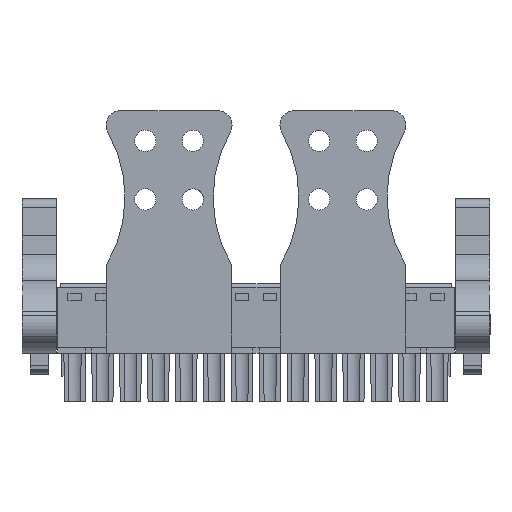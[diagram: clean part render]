
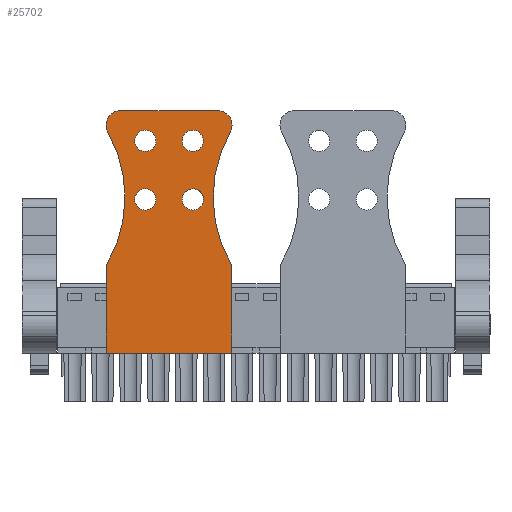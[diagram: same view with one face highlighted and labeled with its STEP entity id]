
A CAD part, front view. The second image highlights one B-rep face of the part: STEP entity #25702.
In plain terms, the highlighted planar face has unit normal (0, -1, 0).
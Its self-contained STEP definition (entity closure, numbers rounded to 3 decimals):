
#25362=AXIS2_PLACEMENT_3D('Circle Axis2P3D',#25360,#25361,$) ;
#25386=AXIS2_PLACEMENT_3D('Circle Axis2P3D',#25384,#25385,$) ;
#25434=AXIS2_PLACEMENT_3D('Circle Axis2P3D',#25432,#25433,$) ;
#25458=AXIS2_PLACEMENT_3D('Circle Axis2P3D',#25456,#25457,$) ;
#25482=AXIS2_PLACEMENT_3D('Circle Axis2P3D',#25480,#25481,$) ;
#25506=AXIS2_PLACEMENT_3D('Circle Axis2P3D',#25504,#25505,$) ;
#25530=AXIS2_PLACEMENT_3D('Circle Axis2P3D',#25528,#25529,$) ;
#25554=AXIS2_PLACEMENT_3D('Circle Axis2P3D',#25552,#25553,$) ;
#25578=AXIS2_PLACEMENT_3D('Circle Axis2P3D',#25576,#25577,$) ;
#25632=AXIS2_PLACEMENT_3D('Circle Axis2P3D',#25630,#25631,$) ;
#25656=AXIS2_PLACEMENT_3D('Circle Axis2P3D',#25654,#25655,$) ;
#25669=AXIS2_PLACEMENT_3D('Plane Axis2P3D',#25666,#25667,#25668) ;
#25235=CARTESIAN_POINT('Vertex',(28.65,0.,18.601)) ;
#25238=CARTESIAN_POINT('Line Origine',(28.65,0.,12.6)) ;
#25242=CARTESIAN_POINT('Vertex',(28.65,0.,6.6)) ;
#25324=CARTESIAN_POINT('Vertex',(11.53,0.,6.6)) ;
#25327=CARTESIAN_POINT('Line Origine',(11.53,0.,12.6)) ;
#25331=CARTESIAN_POINT('Vertex',(11.53,0.,18.601)) ;
#25360=CARTESIAN_POINT('Axis2P3D Location',(-4.125,0.,27.873)) ;
#25364=CARTESIAN_POINT('Vertex',(11.746,0.,36.772)) ;
#25384=CARTESIAN_POINT('Axis2P3D Location',(13.49,0.,37.75)) ;
#25388=CARTESIAN_POINT('Vertex',(13.49,0.,39.75)) ;
#25408=CARTESIAN_POINT('Line Origine',(20.09,0.,39.75)) ;
#25412=CARTESIAN_POINT('Vertex',(26.69,0.,39.75)) ;
#25432=CARTESIAN_POINT('Axis2P3D Location',(26.69,0.,37.75)) ;
#25436=CARTESIAN_POINT('Vertex',(28.434,0.,36.772)) ;
#25456=CARTESIAN_POINT('Axis2P3D Location',(44.305,0.,27.873)) ;
#25477=CARTESIAN_POINT('Vertex',(18.29,0.,27.6)) ;
#25480=CARTESIAN_POINT('Axis2P3D Location',(16.84,0.,27.6)) ;
#25484=CARTESIAN_POINT('Vertex',(15.39,0.,27.6)) ;
#25504=CARTESIAN_POINT('Axis2P3D Location',(16.84,0.,27.6)) ;
#25525=CARTESIAN_POINT('Vertex',(15.39,0.,35.6)) ;
#25528=CARTESIAN_POINT('Axis2P3D Location',(16.84,0.,35.6)) ;
#25532=CARTESIAN_POINT('Vertex',(18.29,0.,35.6)) ;
#25552=CARTESIAN_POINT('Axis2P3D Location',(16.84,0.,35.6)) ;
#25573=CARTESIAN_POINT('Vertex',(21.89,0.,27.6)) ;
#25576=CARTESIAN_POINT('Axis2P3D Location',(23.34,0.,27.6)) ;
#25580=CARTESIAN_POINT('Vertex',(24.79,0.,27.6)) ;
#25601=CARTESIAN_POINT('Control Point',(21.89,0.,27.6)) ;
#25602=CARTESIAN_POINT('Control Point',(21.89,0.,28.056)) ;
#25603=CARTESIAN_POINT('Control Point',(22.069,0.,28.511)) ;
#25604=CARTESIAN_POINT('Control Point',(22.429,0.,28.871)) ;
#25605=CARTESIAN_POINT('Control Point',(23.34,0.,29.229)) ;
#25606=CARTESIAN_POINT('Control Point',(24.251,0.,28.871)) ;
#25607=CARTESIAN_POINT('Control Point',(24.611,0.,28.511)) ;
#25608=CARTESIAN_POINT('Control Point',(24.79,0.,28.056)) ;
#25609=CARTESIAN_POINT('Control Point',(24.79,0.,27.6)) ;
#25627=CARTESIAN_POINT('Vertex',(21.89,0.,35.6)) ;
#25630=CARTESIAN_POINT('Axis2P3D Location',(23.34,0.,35.6)) ;
#25634=CARTESIAN_POINT('Vertex',(24.79,0.,35.6)) ;
#25654=CARTESIAN_POINT('Axis2P3D Location',(23.34,0.,35.6)) ;
#25666=CARTESIAN_POINT('Axis2P3D Location',(4.455,0.,-2.35)) ;
#25671=CARTESIAN_POINT('Line Origine',(20.09,0.,6.6)) ;
#25239=DIRECTION('Vector Direction',(0.,0.,-1.)) ;
#25328=DIRECTION('Vector Direction',(0.,0.,1.)) ;
#25361=DIRECTION('Axis2P3D Direction',(0.,1.,-0.)) ;
#25385=DIRECTION('Axis2P3D Direction',(0.,1.,0.)) ;
#25409=DIRECTION('Vector Direction',(-1.,0.,0.)) ;
#25433=DIRECTION('Axis2P3D Direction',(0.,1.,-0.)) ;
#25457=DIRECTION('Axis2P3D Direction',(0.,1.,0.)) ;
#25481=DIRECTION('Axis2P3D Direction',(0.,1.,0.)) ;
#25505=DIRECTION('Axis2P3D Direction',(0.,1.,0.)) ;
#25529=DIRECTION('Axis2P3D Direction',(0.,1.,-0.)) ;
#25553=DIRECTION('Axis2P3D Direction',(0.,1.,-0.)) ;
#25577=DIRECTION('Axis2P3D Direction',(0.,1.,0.)) ;
#25631=DIRECTION('Axis2P3D Direction',(0.,1.,0.)) ;
#25655=DIRECTION('Axis2P3D Direction',(0.,1.,-0.)) ;
#25667=DIRECTION('Axis2P3D Direction',(0.,1.,-0.)) ;
#25668=DIRECTION('Axis2P3D XDirection',(-1.,0.,0.)) ;
#25672=DIRECTION('Vector Direction',(1.,0.,0.)) ;
#25240=VECTOR('Line Direction',#25239,1.) ;
#25329=VECTOR('Line Direction',#25328,1.) ;
#25410=VECTOR('Line Direction',#25409,1.) ;
#25673=VECTOR('Line Direction',#25672,1.) ;
#25677=ORIENTED_EDGE('',*,*,#25460,.F.) ;
#25678=ORIENTED_EDGE('',*,*,#25438,.F.) ;
#25679=ORIENTED_EDGE('',*,*,#25414,.F.) ;
#25680=ORIENTED_EDGE('',*,*,#25390,.F.) ;
#25681=ORIENTED_EDGE('',*,*,#25366,.F.) ;
#25682=ORIENTED_EDGE('',*,*,#25333,.F.) ;
#25683=ORIENTED_EDGE('',*,*,#25675,.F.) ;
#25684=ORIENTED_EDGE('',*,*,#25244,.F.) ;
#25687=ORIENTED_EDGE('',*,*,#25508,.T.) ;
#25688=ORIENTED_EDGE('',*,*,#25486,.T.) ;
#25691=ORIENTED_EDGE('',*,*,#25556,.T.) ;
#25692=ORIENTED_EDGE('',*,*,#25534,.T.) ;
#25695=ORIENTED_EDGE('',*,*,#25610,.T.) ;
#25696=ORIENTED_EDGE('',*,*,#25582,.T.) ;
#25699=ORIENTED_EDGE('',*,*,#25658,.T.) ;
#25700=ORIENTED_EDGE('',*,*,#25636,.T.) ;
#25689=FACE_BOUND('',#25686,.T.) ;
#25693=FACE_BOUND('',#25690,.T.) ;
#25697=FACE_BOUND('',#25694,.T.) ;
#25701=FACE_BOUND('',#25698,.T.) ;
#25702=ADVANCED_FACE('Strain relief.1',(#25685,#25689,#25693,#25697,#25701),#25670,.F.) ;
#25600=B_SPLINE_CURVE_WITH_KNOTS('',5,(#25601,#25602,#25603,#25604,#25605,#25606,#25607,#25608,#25609),.UNSPECIFIED.,.F.,.U.,(6,3,6),(-2.278,0.,2.278),.UNSPECIFIED.) ;
#25363=CIRCLE('generated circle',#25362,18.195) ;
#25387=CIRCLE('generated circle',#25386,2.) ;
#25435=CIRCLE('generated circle',#25434,2.) ;
#25459=CIRCLE('generated circle',#25458,18.195) ;
#25483=CIRCLE('generated circle',#25482,1.45) ;
#25507=CIRCLE('generated circle',#25506,1.45) ;
#25531=CIRCLE('generated circle',#25530,1.45) ;
#25555=CIRCLE('generated circle',#25554,1.45) ;
#25579=CIRCLE('generated circle',#25578,1.45) ;
#25633=CIRCLE('generated circle',#25632,1.45) ;
#25657=CIRCLE('generated circle',#25656,1.45) ;
#25244=EDGE_CURVE('',#25236,#25243,#25241,.T.) ;
#25333=EDGE_CURVE('',#25325,#25332,#25330,.T.) ;
#25366=EDGE_CURVE('',#25332,#25365,#25363,.F.) ;
#25390=EDGE_CURVE('',#25365,#25389,#25387,.T.) ;
#25414=EDGE_CURVE('',#25389,#25413,#25411,.F.) ;
#25438=EDGE_CURVE('',#25413,#25437,#25435,.T.) ;
#25460=EDGE_CURVE('',#25437,#25236,#25459,.F.) ;
#25486=EDGE_CURVE('',#25485,#25478,#25483,.T.) ;
#25508=EDGE_CURVE('',#25478,#25485,#25507,.T.) ;
#25534=EDGE_CURVE('',#25533,#25526,#25531,.T.) ;
#25556=EDGE_CURVE('',#25526,#25533,#25555,.T.) ;
#25582=EDGE_CURVE('',#25581,#25574,#25579,.T.) ;
#25610=EDGE_CURVE('',#25574,#25581,#25600,.T.) ;
#25636=EDGE_CURVE('',#25635,#25628,#25633,.T.) ;
#25658=EDGE_CURVE('',#25628,#25635,#25657,.T.) ;
#25675=EDGE_CURVE('',#25243,#25325,#25674,.F.) ;
#25676=EDGE_LOOP('',(#25677,#25678,#25679,#25680,#25681,#25682,#25683,#25684)) ;
#25686=EDGE_LOOP('',(#25687,#25688)) ;
#25690=EDGE_LOOP('',(#25691,#25692)) ;
#25694=EDGE_LOOP('',(#25695,#25696)) ;
#25698=EDGE_LOOP('',(#25699,#25700)) ;
#25685=FACE_OUTER_BOUND('',#25676,.T.) ;
#25241=LINE('Line',#25238,#25240) ;
#25330=LINE('Line',#25327,#25329) ;
#25411=LINE('Line',#25408,#25410) ;
#25674=LINE('Line',#25671,#25673) ;
#25670=PLANE('',#25669) ;
#25236=VERTEX_POINT('',#25235) ;
#25243=VERTEX_POINT('',#25242) ;
#25325=VERTEX_POINT('',#25324) ;
#25332=VERTEX_POINT('',#25331) ;
#25365=VERTEX_POINT('',#25364) ;
#25389=VERTEX_POINT('',#25388) ;
#25413=VERTEX_POINT('',#25412) ;
#25437=VERTEX_POINT('',#25436) ;
#25478=VERTEX_POINT('',#25477) ;
#25485=VERTEX_POINT('',#25484) ;
#25526=VERTEX_POINT('',#25525) ;
#25533=VERTEX_POINT('',#25532) ;
#25574=VERTEX_POINT('',#25573) ;
#25581=VERTEX_POINT('',#25580) ;
#25628=VERTEX_POINT('',#25627) ;
#25635=VERTEX_POINT('',#25634) ;
